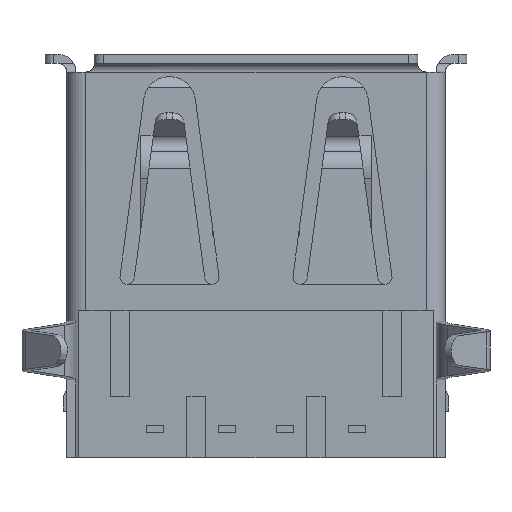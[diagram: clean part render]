
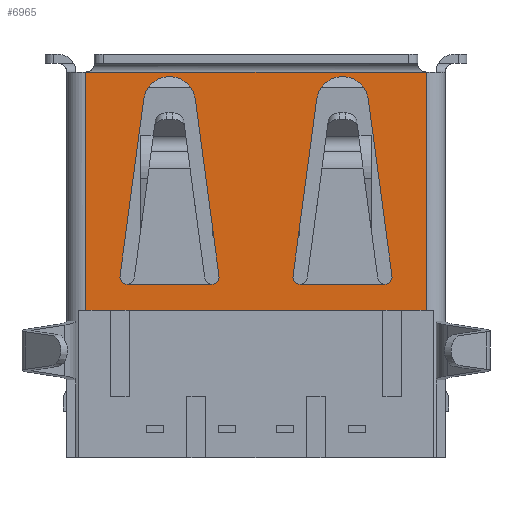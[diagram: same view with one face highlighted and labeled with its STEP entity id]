
A CAD part, front view. The second image highlights one B-rep face of the part: STEP entity #6965.
In plain terms, the highlighted planar face has unit normal (0, -1, 0).
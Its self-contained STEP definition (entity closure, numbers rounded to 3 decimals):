
#288=DIRECTION('',(0.133,0.,-0.991));
#289=VECTOR('',#288,6.188);
#290=CARTESIAN_POINT('',(3.896,-2.878,-1.564));
#291=LINE('',#290,#289);
#638=DIRECTION('',(0.133,0.,0.991));
#639=VECTOR('',#638,6.188);
#640=CARTESIAN_POINT('',(1.283,-2.878,-7.697));
#641=LINE('',#640,#639);
#708=CARTESIAN_POINT('',(4.469,-2.878,-7.73));
#709=DIRECTION('',(0.,1.,0.));
#710=DIRECTION('',(0.991,0.,0.133));
#711=AXIS2_PLACEMENT_3D('',#708,#709,#710);
#738=CARTESIAN_POINT('',(3.,-2.878,-1.684));
#739=DIRECTION('',(0.,1.,0.));
#740=DIRECTION('',(-0.991,0.,0.133));
#741=AXIS2_PLACEMENT_3D('',#738,#739,#740);
#743=CARTESIAN_POINT('',(-3.,-2.878,-1.684));
#744=DIRECTION('',(0.,1.,0.));
#745=DIRECTION('',(-0.991,0.,0.133));
#746=AXIS2_PLACEMENT_3D('',#743,#744,#745);
#748=DIRECTION('',(1.,0.,0.));
#749=VECTOR('',#748,0.02);
#750=CARTESIAN_POINT('',(5.907,-2.878,-0.62));
#751=LINE('',#750,#749);
#752=DIRECTION('',(0.,0.,-1.));
#753=VECTOR('',#752,8.26);
#754=CARTESIAN_POINT('',(5.927,-2.878,-0.62));
#755=LINE('',#754,#753);
#756=DIRECTION('',(-1.,0.,0.));
#757=VECTOR('',#756,11.854);
#758=CARTESIAN_POINT('',(5.927,-2.878,-8.88));
#759=LINE('',#758,#757);
#760=DIRECTION('',(0.,0.,1.));
#761=VECTOR('',#760,8.26);
#762=CARTESIAN_POINT('',(-5.927,-2.878,-8.88));
#763=LINE('',#762,#761);
#764=DIRECTION('',(1.,0.,0.));
#765=VECTOR('',#764,0.02);
#766=CARTESIAN_POINT('',(-5.927,-2.878,-0.62));
#767=LINE('',#766,#765);
#786=CARTESIAN_POINT('',(1.531,-2.878,-7.98));
#788=CARTESIAN_POINT('',(1.531,-2.878,-7.73));
#789=DIRECTION('',(0.,1.,0.));
#790=DIRECTION('',(0.,0.,-1.));
#791=AXIS2_PLACEMENT_3D('',#788,#789,#790);
#950=DIRECTION('',(-1.,0.,0.));
#951=VECTOR('',#950,2.938);
#952=CARTESIAN_POINT('',(4.469,-2.878,-7.98));
#953=LINE('',#952,#951);
#1022=DIRECTION('',(-1.,0.,0.));
#1023=VECTOR('',#1022,2.938);
#1024=CARTESIAN_POINT('',(-1.531,-2.878,-7.98));
#1025=LINE('',#1024,#1023);
#1182=CARTESIAN_POINT('',(-4.469,-2.878,-7.73));
#1183=DIRECTION('',(0.,1.,0.));
#1184=DIRECTION('',(0.,0.,-1.));
#1185=AXIS2_PLACEMENT_3D('',#1182,#1183,#1184);
#1224=DIRECTION('',(0.133,0.,0.991));
#1225=VECTOR('',#1224,6.188);
#1226=CARTESIAN_POINT('',(-4.717,-2.878,-7.697));
#1227=LINE('',#1226,#1225);
#1528=DIRECTION('',(0.133,0.,-0.991));
#1529=VECTOR('',#1528,6.188);
#1530=CARTESIAN_POINT('',(-2.104,-2.878,-1.564));
#1531=LINE('',#1530,#1529);
#1544=CARTESIAN_POINT('',(-1.531,-2.878,-7.73));
#1545=DIRECTION('',(0.,1.,0.));
#1546=DIRECTION('',(0.991,0.,0.133));
#1547=AXIS2_PLACEMENT_3D('',#1544,#1545,#1546);
#1650=DIRECTION('',(-1.,0.,0.));
#1651=VECTOR('',#1650,11.814);
#1652=CARTESIAN_POINT('',(5.907,-2.878,-0.62));
#1653=LINE('',#1652,#1651);
#5344=CARTESIAN_POINT('',(2.104,-2.878,-1.564));
#5345=CARTESIAN_POINT('',(3.896,-2.878,-1.564));
#5346=VERTEX_POINT('',#5344);
#5347=VERTEX_POINT('',#5345);
#5348=CARTESIAN_POINT('',(-3.896,-2.878,-1.564));
#5349=CARTESIAN_POINT('',(-2.104,-2.878,-1.564));
#5350=VERTEX_POINT('',#5348);
#5351=VERTEX_POINT('',#5349);
#5581=CARTESIAN_POINT('',(-5.927,-2.878,-0.62));
#5583=VERTEX_POINT('',#5581);
#5584=CARTESIAN_POINT('',(-5.927,-2.878,-8.88));
#5585=VERTEX_POINT('',#5584);
#5596=CARTESIAN_POINT('',(5.927,-2.878,-0.62));
#5597=CARTESIAN_POINT('',(5.927,-2.878,-8.88));
#5598=VERTEX_POINT('',#5596);
#5599=VERTEX_POINT('',#5597);
#5773=CARTESIAN_POINT('',(4.717,-2.878,-7.697));
#5774=CARTESIAN_POINT('',(4.469,-2.878,-7.98));
#5775=VERTEX_POINT('',#5773);
#5776=VERTEX_POINT('',#5774);
#5791=CARTESIAN_POINT('',(-1.283,-2.878,-7.697));
#5792=CARTESIAN_POINT('',(-1.531,-2.878,-7.98));
#5793=VERTEX_POINT('',#5791);
#5794=VERTEX_POINT('',#5792);
#5795=CARTESIAN_POINT('',(-4.469,-2.878,-7.98));
#5796=CARTESIAN_POINT('',(-4.717,-2.878,-7.697));
#5797=VERTEX_POINT('',#5795);
#5798=VERTEX_POINT('',#5796);
#6070=VERTEX_POINT('',#786);
#6071=CARTESIAN_POINT('',(1.283,-2.878,-7.697));
#6072=VERTEX_POINT('',#6071);
#6144=CARTESIAN_POINT('',(-5.907,-2.878,-0.62));
#6146=VERTEX_POINT('',#6144);
#6151=CARTESIAN_POINT('',(5.907,-2.878,-0.62));
#6153=VERTEX_POINT('',#6151);
#6922=CARTESIAN_POINT('',(-6.565,-2.878,-0.62));
#6923=DIRECTION('',(0.,-1.,0.));
#6924=DIRECTION('',(0.,0.,-1.));
#6925=AXIS2_PLACEMENT_3D('',#6922,#6923,#6924);
#6926=PLANE('',#6925);
#6928=ORIENTED_EDGE('',*,*,#6927,.F.);
#6930=ORIENTED_EDGE('',*,*,#6929,.T.);
#6932=ORIENTED_EDGE('',*,*,#6931,.T.);
#6934=ORIENTED_EDGE('',*,*,#6933,.T.);
#6936=ORIENTED_EDGE('',*,*,#6935,.T.);
#6938=ORIENTED_EDGE('',*,*,#6937,.T.);
#6939=EDGE_LOOP('',(#6928,#6930,#6932,#6934,#6936,#6938));
#6940=FACE_OUTER_BOUND('',#6939,.F.);
#6942=ORIENTED_EDGE('',*,*,#6941,.F.);
#6944=ORIENTED_EDGE('',*,*,#6943,.F.);
#6946=ORIENTED_EDGE('',*,*,#6945,.F.);
#6948=ORIENTED_EDGE('',*,*,#6947,.F.);
#6950=ORIENTED_EDGE('',*,*,#6949,.F.);
#6952=ORIENTED_EDGE('',*,*,#6951,.F.);
#6953=EDGE_LOOP('',(#6942,#6944,#6946,#6948,#6950,#6952));
#6954=FACE_BOUND('',#6953,.F.);
#6955=ORIENTED_EDGE('',*,*,#6806,.F.);
#6957=ORIENTED_EDGE('',*,*,#6956,.F.);
#6959=ORIENTED_EDGE('',*,*,#6958,.F.);
#6960=ORIENTED_EDGE('',*,*,#6910,.F.);
#6961=ORIENTED_EDGE('',*,*,#6492,.F.);
#6962=ORIENTED_EDGE('',*,*,#6835,.F.);
#6963=EDGE_LOOP('',(#6955,#6957,#6959,#6960,#6961,#6962));
#6964=FACE_BOUND('',#6963,.F.);
#712=CIRCLE('',#711,0.25);
#742=CIRCLE('',#741,0.904);
#747=CIRCLE('',#746,0.904);
#792=CIRCLE('',#791,0.25);
#1186=CIRCLE('',#1185,0.25);
#1548=CIRCLE('',#1547,0.25);
#6492=EDGE_CURVE('',#5347,#5775,#291,.T.);
#6806=EDGE_CURVE('',#6072,#5346,#641,.T.);
#6835=EDGE_CURVE('',#5346,#5347,#742,.T.);
#6910=EDGE_CURVE('',#5775,#5776,#712,.T.);
#6927=EDGE_CURVE('',#6153,#6146,#1653,.T.);
#6929=EDGE_CURVE('',#6153,#5598,#751,.T.);
#6931=EDGE_CURVE('',#5598,#5599,#755,.T.);
#6933=EDGE_CURVE('',#5599,#5585,#759,.T.);
#6935=EDGE_CURVE('',#5585,#5583,#763,.T.);
#6937=EDGE_CURVE('',#5583,#6146,#767,.T.);
#6941=EDGE_CURVE('',#5794,#5797,#1025,.T.);
#6943=EDGE_CURVE('',#5793,#5794,#1548,.T.);
#6945=EDGE_CURVE('',#5351,#5793,#1531,.T.);
#6947=EDGE_CURVE('',#5350,#5351,#747,.T.);
#6949=EDGE_CURVE('',#5798,#5350,#1227,.T.);
#6951=EDGE_CURVE('',#5797,#5798,#1186,.T.);
#6956=EDGE_CURVE('',#6070,#6072,#792,.T.);
#6958=EDGE_CURVE('',#5776,#6070,#953,.T.);
#6965=ADVANCED_FACE('',(#6940,#6954,#6964),#6926,.T.);
